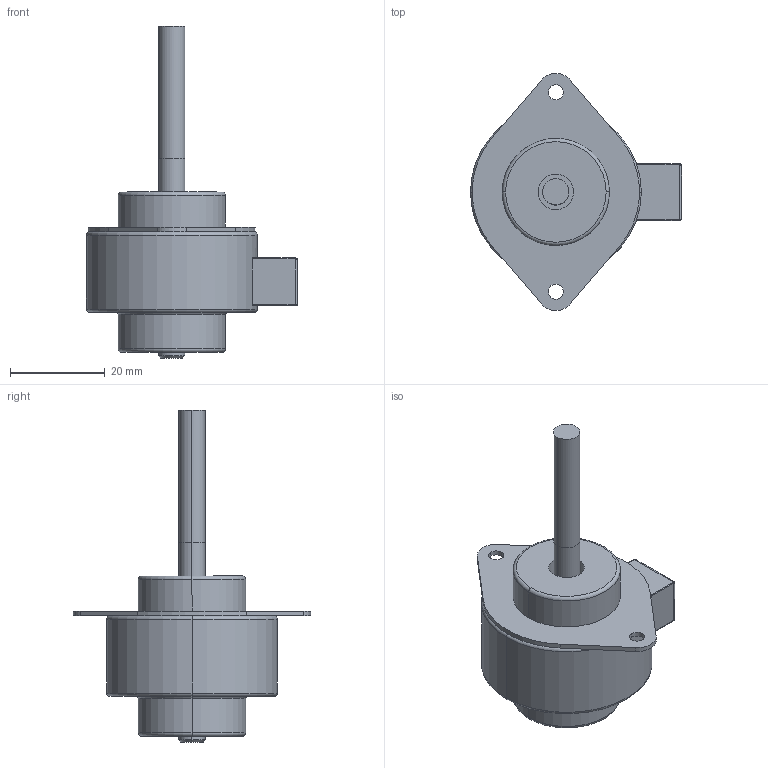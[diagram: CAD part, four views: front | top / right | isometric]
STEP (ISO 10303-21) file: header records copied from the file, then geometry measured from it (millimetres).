
FILE_DESCRIPTION (( 'STEP AP214' ), '1' );
FILE_NAME ('AMETEK-37343-05-50-NW.STEP', '2019-08-23T14:57:49', ( '' ), ( '' ), 'SwSTEP 2.0', 'SolidWorks 2018', '' );
FILE_SCHEMA (( 'AUTOMOTIVE_DESIGN' ));
Length unit declared in the file: millimetre
Products named in the file (3): AMETEK-37343-05-50-NW_G4 37000 Non-Captive Screw; AMETEK-37343-05-50-NW; AMETEK-37343-05-50-NW_G4 37000 Non-Captive(Fully Extended)
Assembly tree (2 placements, depth 2):
  AMETEK-37343-05-50-NW
    AMETEK-37343-05-50-NW_G4 37000 Non-Captive(Fully Extended)
    AMETEK-37343-05-50-NW_G4 37000 Non-Captive Screw
Bounding box: 44.5 x 50.01 x 70 mm (x, y, z)
Volume: 25847 mm3; surface area: 8440.7 mm2
Topology: 2 solids, 2 shells, 109 faces, 262 edges, 166 vertices
Faces by surface type: plane 60, cylinder 33, torus 12, bspline 2, cone 2
Entity records: 3868 total; most frequent: CARTESIAN_POINT 618, DIRECTION 564, ORIENTED_EDGE 520, EDGE_CURVE 260, AXIS2_PLACEMENT_3D 200, VERTEX_POINT 166, VECTOR 164, LINE 164
